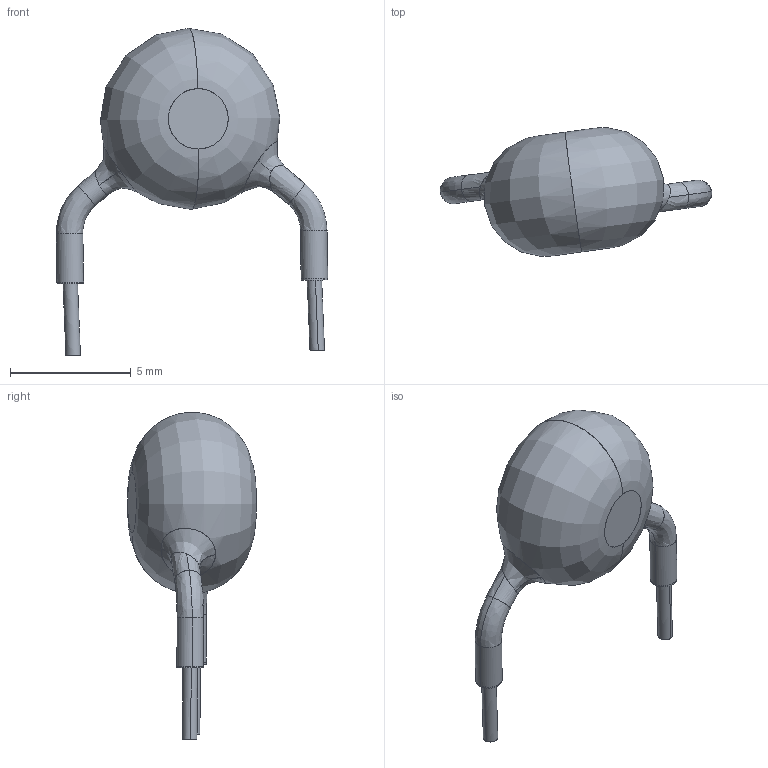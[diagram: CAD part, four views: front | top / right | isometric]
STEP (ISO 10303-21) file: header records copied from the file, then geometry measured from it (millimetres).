
FILE_DESCRIPTION(/* description */ (''),/* implementation_level */ '2;1');
FILE_NAME(/* name */ 'THFBFD~1',/* time_stamp */ '2017-04-05T13:04:18+03:00',/* author */ (''),/* organization */ (''),/* preprocessor_version */ 'ST-DEVELOPER v15',/* originating_system */ '',/* authorisation */ '');
FILE_SCHEMA (('AUTOMOTIVE_DESIGN'));
Length unit declared in the file: centimetre
Products named in the file (1): Document
Bounding box: 11.24 x 5.34 x 13.55 mm (x, y, z)
Surface area: 198.8 mm2 (no closed solid volume)
Topology: 0 solids, 28 shells, 28 faces, 112 edges, 112 vertices
Faces by surface type: bspline 24, plane 4
Entity records: 2035 total; most frequent: CARTESIAN_POINT 1230, ORIENTED_EDGE 112, EDGE_CURVE 112, VERTEX_POINT 112, EDGE_LOOP 32, B_SPLINE_CURVE_WITH_KNOTS 28, COLOUR_RGB 28, FILL_AREA_STYLE_COLOUR 28
